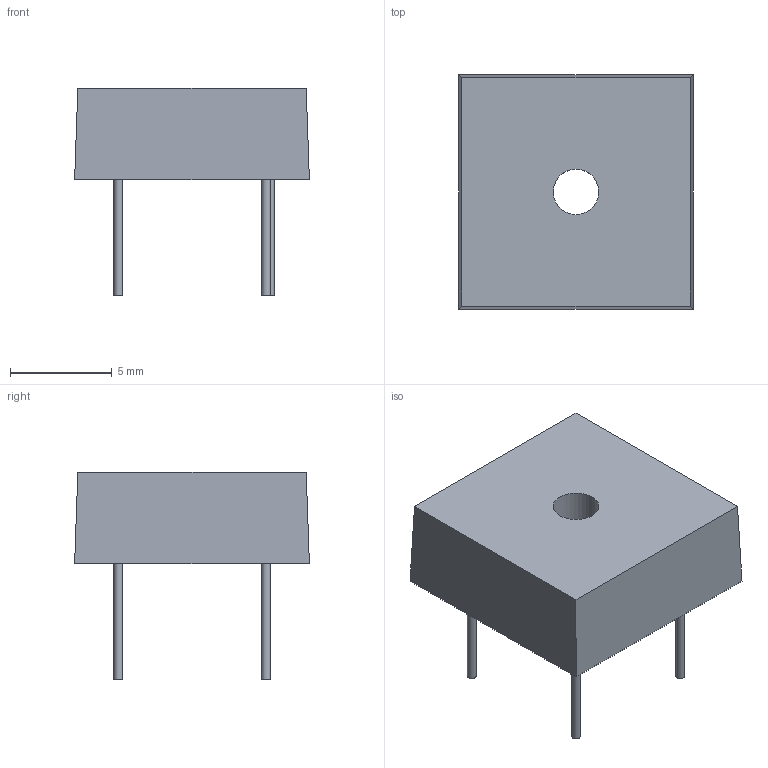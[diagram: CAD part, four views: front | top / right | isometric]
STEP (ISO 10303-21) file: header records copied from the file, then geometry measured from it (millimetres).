
FILE_DESCRIPTION(('FreeCAD Model'),'2;1');
FILE_NAME('rectifier v1.step','2019-03-03T16:17:29',( 'kicad StepUp'),('ksu MCAD'),'Open CASCADE STEP processor 6.8', 'FreeCAD','Unknown');
FILE_SCHEMA(('AUTOMOTIVE_DESIGN_CC2 { 1 2 10303 214 -1 1 5 4 }'));
Length unit declared in the file: millimetre
Products named in the file (2): ASSEMBLY; rectifier_v1
Assembly tree (1 placements, depth 2):
  ASSEMBLY
    rectifier_v1
Bounding box: 11.52 x 11.52 x 10.2 mm (x, y, z)
Volume: 544.3 mm3; surface area: 528.5 mm2
Topology: 1 solids, 1 shells, 22 faces, 54 edges, 40 vertices
Faces by surface type: plane 16, cylinder 6
Full cylindrical faces by diameter (mm): 0.428 x4, 2.236 x1, 3.036 x1
Entity records: 867 total; most frequent: DIRECTION 126, CARTESIAN_POINT 118, ORIENTED_EDGE 108, EDGE_CURVE 54, AXIS2_PLACEMENT_3D 48, VERTEX_POINT 40, FACE_BOUND 30, EDGE_LOOP 30
